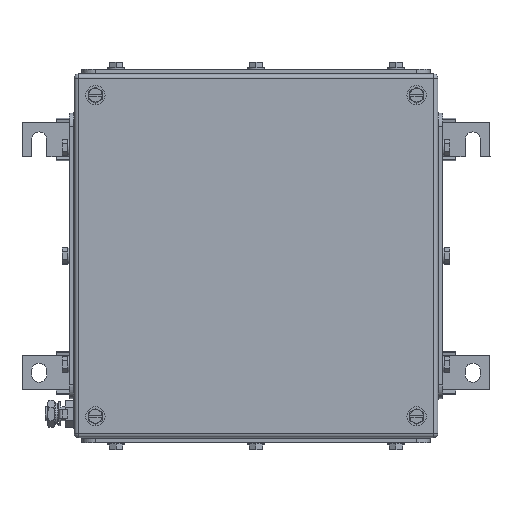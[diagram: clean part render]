
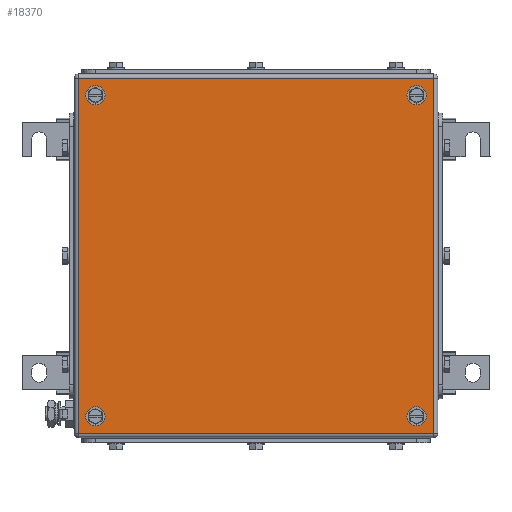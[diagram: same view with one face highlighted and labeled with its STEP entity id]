
A CAD part, top view. The second image highlights one B-rep face of the part: STEP entity #18370.
In plain terms, the highlighted planar face has unit normal (0, 0, 1).
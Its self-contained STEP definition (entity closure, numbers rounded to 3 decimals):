
#18244=AXIS2_PLACEMENT_3D('Circle Axis2P3D',#18242,#18243,$) ;
#18271=AXIS2_PLACEMENT_3D('Plane Axis2P3D',#18268,#18269,#18270) ;
#18309=AXIS2_PLACEMENT_3D('Circle Axis2P3D',#18307,#18308,$) ;
#18318=AXIS2_PLACEMENT_3D('Circle Axis2P3D',#18316,#18317,$) ;
#18327=AXIS2_PLACEMENT_3D('Circle Axis2P3D',#18325,#18326,$) ;
#18336=AXIS2_PLACEMENT_3D('Circle Axis2P3D',#18334,#18335,$) ;
#18345=AXIS2_PLACEMENT_3D('Circle Axis2P3D',#18343,#18344,$) ;
#18354=AXIS2_PLACEMENT_3D('Circle Axis2P3D',#18352,#18353,$) ;
#18363=AXIS2_PLACEMENT_3D('Circle Axis2P3D',#18361,#18362,$) ;
#18239=CARTESIAN_POINT('Vertex',(56.5,258.5,153.5)) ;
#18242=CARTESIAN_POINT('Axis2P3D Location',(53.,258.5,153.5)) ;
#18246=CARTESIAN_POINT('Vertex',(49.5,258.5,153.5)) ;
#18268=CARTESIAN_POINT('Axis2P3D Location',(170.5,141.,153.5)) ;
#18273=CARTESIAN_POINT('Line Origine',(170.5,270.5,153.5)) ;
#18277=CARTESIAN_POINT('Vertex',(300.,270.5,153.5)) ;
#18279=CARTESIAN_POINT('Vertex',(41.,270.5,153.5)) ;
#18282=CARTESIAN_POINT('Line Origine',(41.,141.,153.5)) ;
#18286=CARTESIAN_POINT('Vertex',(41.,11.5,153.5)) ;
#18289=CARTESIAN_POINT('Line Origine',(170.5,11.5,153.5)) ;
#18293=CARTESIAN_POINT('Vertex',(300.,11.5,153.5)) ;
#18296=CARTESIAN_POINT('Line Origine',(300.,141.,153.5)) ;
#18307=CARTESIAN_POINT('Axis2P3D Location',(53.,258.5,153.5)) ;
#18316=CARTESIAN_POINT('Axis2P3D Location',(53.,23.5,153.5)) ;
#18320=CARTESIAN_POINT('Vertex',(49.5,23.5,153.5)) ;
#18322=CARTESIAN_POINT('Vertex',(56.5,23.5,153.5)) ;
#18325=CARTESIAN_POINT('Axis2P3D Location',(53.,23.5,153.5)) ;
#18334=CARTESIAN_POINT('Axis2P3D Location',(288.,23.5,153.5)) ;
#18338=CARTESIAN_POINT('Vertex',(291.5,23.5,153.5)) ;
#18340=CARTESIAN_POINT('Vertex',(284.5,23.5,153.5)) ;
#18343=CARTESIAN_POINT('Axis2P3D Location',(288.,23.5,153.5)) ;
#18352=CARTESIAN_POINT('Axis2P3D Location',(288.,258.5,153.5)) ;
#18356=CARTESIAN_POINT('Vertex',(291.5,258.5,153.5)) ;
#18358=CARTESIAN_POINT('Vertex',(284.5,258.5,153.5)) ;
#18361=CARTESIAN_POINT('Axis2P3D Location',(288.,258.5,153.5)) ;
#18243=DIRECTION('Axis2P3D Direction',(0.,0.,1.)) ;
#18269=DIRECTION('Axis2P3D Direction',(0.,0.,1.)) ;
#18270=DIRECTION('Axis2P3D XDirection',(1.,0.,0.)) ;
#18274=DIRECTION('Vector Direction',(1.,0.,0.)) ;
#18283=DIRECTION('Vector Direction',(0.,-1.,0.)) ;
#18290=DIRECTION('Vector Direction',(1.,0.,0.)) ;
#18297=DIRECTION('Vector Direction',(0.,1.,0.)) ;
#18308=DIRECTION('Axis2P3D Direction',(0.,0.,1.)) ;
#18317=DIRECTION('Axis2P3D Direction',(0.,0.,1.)) ;
#18326=DIRECTION('Axis2P3D Direction',(0.,0.,1.)) ;
#18335=DIRECTION('Axis2P3D Direction',(0.,0.,1.)) ;
#18344=DIRECTION('Axis2P3D Direction',(0.,0.,1.)) ;
#18353=DIRECTION('Axis2P3D Direction',(0.,0.,1.)) ;
#18362=DIRECTION('Axis2P3D Direction',(0.,0.,1.)) ;
#18275=VECTOR('Line Direction',#18274,1.) ;
#18284=VECTOR('Line Direction',#18283,1.) ;
#18291=VECTOR('Line Direction',#18290,1.) ;
#18298=VECTOR('Line Direction',#18297,1.) ;
#18302=ORIENTED_EDGE('',*,*,#18281,.T.) ;
#18303=ORIENTED_EDGE('',*,*,#18288,.T.) ;
#18304=ORIENTED_EDGE('',*,*,#18295,.T.) ;
#18305=ORIENTED_EDGE('',*,*,#18300,.T.) ;
#18313=ORIENTED_EDGE('',*,*,#18311,.F.) ;
#18314=ORIENTED_EDGE('',*,*,#18248,.F.) ;
#18331=ORIENTED_EDGE('',*,*,#18324,.F.) ;
#18332=ORIENTED_EDGE('',*,*,#18329,.F.) ;
#18349=ORIENTED_EDGE('',*,*,#18342,.F.) ;
#18350=ORIENTED_EDGE('',*,*,#18347,.F.) ;
#18367=ORIENTED_EDGE('',*,*,#18360,.F.) ;
#18368=ORIENTED_EDGE('',*,*,#18365,.F.) ;
#18315=FACE_BOUND('',#18312,.T.) ;
#18333=FACE_BOUND('',#18330,.T.) ;
#18351=FACE_BOUND('',#18348,.T.) ;
#18369=FACE_BOUND('',#18366,.T.) ;
#18370=ADVANCED_FACE('ZUB_KTB_FS_262615_4GP_AllCATPart.2\\ZUB_DE_KTB_FS_260x260.1\\DE_KTB_MH_PART_MASTER.1\\Koerper.2',(#18306,#18315,#18333,#18351,#18369),#18272,.T.) ;
#18245=CIRCLE('generated circle',#18244,3.5) ;
#18310=CIRCLE('generated circle',#18309,3.5) ;
#18319=CIRCLE('generated circle',#18318,3.5) ;
#18328=CIRCLE('generated circle',#18327,3.5) ;
#18337=CIRCLE('generated circle',#18336,3.5) ;
#18346=CIRCLE('generated circle',#18345,3.5) ;
#18355=CIRCLE('generated circle',#18354,3.5) ;
#18364=CIRCLE('generated circle',#18363,3.5) ;
#18248=EDGE_CURVE('',#18240,#18247,#18245,.T.) ;
#18281=EDGE_CURVE('',#18278,#18280,#18276,.F.) ;
#18288=EDGE_CURVE('',#18280,#18287,#18285,.T.) ;
#18295=EDGE_CURVE('',#18287,#18294,#18292,.T.) ;
#18300=EDGE_CURVE('',#18294,#18278,#18299,.T.) ;
#18311=EDGE_CURVE('',#18247,#18240,#18310,.T.) ;
#18324=EDGE_CURVE('',#18321,#18323,#18319,.T.) ;
#18329=EDGE_CURVE('',#18323,#18321,#18328,.T.) ;
#18342=EDGE_CURVE('',#18339,#18341,#18337,.T.) ;
#18347=EDGE_CURVE('',#18341,#18339,#18346,.T.) ;
#18360=EDGE_CURVE('',#18357,#18359,#18355,.T.) ;
#18365=EDGE_CURVE('',#18359,#18357,#18364,.T.) ;
#18301=EDGE_LOOP('',(#18302,#18303,#18304,#18305)) ;
#18312=EDGE_LOOP('',(#18313,#18314)) ;
#18330=EDGE_LOOP('',(#18331,#18332)) ;
#18348=EDGE_LOOP('',(#18349,#18350)) ;
#18366=EDGE_LOOP('',(#18367,#18368)) ;
#18306=FACE_OUTER_BOUND('',#18301,.T.) ;
#18276=LINE('Line',#18273,#18275) ;
#18285=LINE('Line',#18282,#18284) ;
#18292=LINE('Line',#18289,#18291) ;
#18299=LINE('Line',#18296,#18298) ;
#18272=PLANE('',#18271) ;
#18240=VERTEX_POINT('',#18239) ;
#18247=VERTEX_POINT('',#18246) ;
#18278=VERTEX_POINT('',#18277) ;
#18280=VERTEX_POINT('',#18279) ;
#18287=VERTEX_POINT('',#18286) ;
#18294=VERTEX_POINT('',#18293) ;
#18321=VERTEX_POINT('',#18320) ;
#18323=VERTEX_POINT('',#18322) ;
#18339=VERTEX_POINT('',#18338) ;
#18341=VERTEX_POINT('',#18340) ;
#18357=VERTEX_POINT('',#18356) ;
#18359=VERTEX_POINT('',#18358) ;
